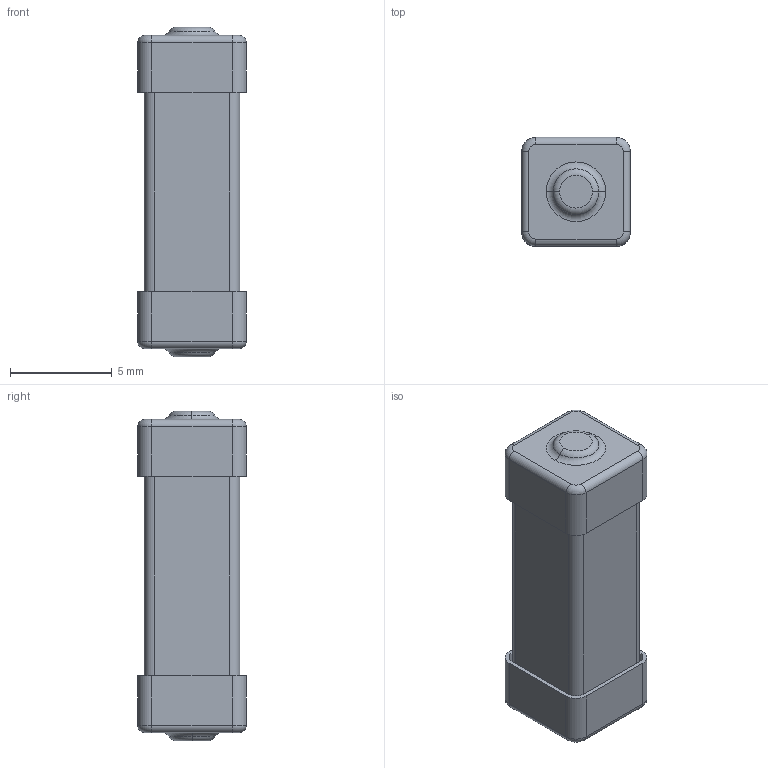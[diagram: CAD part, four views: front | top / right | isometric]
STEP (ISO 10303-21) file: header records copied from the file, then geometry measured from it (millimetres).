
FILE_DESCRIPTION (( 'STEP AP214' ), '1' );
FILE_NAME ('0100.3446.STEP', '2014-01-31T08:35:04', ( '' ), ( '' ), 'SwSTEP 2.0', 'SolidWorks 2012', '' );
FILE_SCHEMA (( 'AUTOMOTIVE_DESIGN' ));
Length unit declared in the file: millimetre
Products named in the file (1): 0100.3446
Bounding box: 5.35 x 5.35 x 16.2 mm (x, y, z)
Surface area: 526.3 mm2 (no closed solid volume)
Topology: 0 solids, 3 shells, 70 faces, 172 edges, 108 vertices
Faces by surface type: cylinder 28, plane 26, torus 16
Entity records: 2843 total; most frequent: DIRECTION 398, CARTESIAN_POINT 351, ORIENTED_EDGE 312, EDGE_CURVE 172, AXIS2_PLACEMENT_3D 155, VERTEX_POINT 108, LINE 88, VECTOR 88
